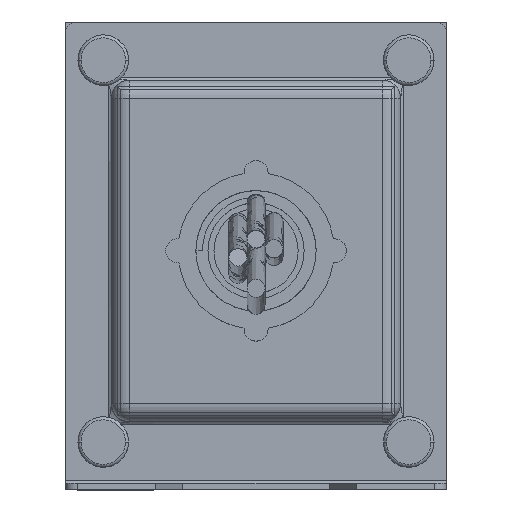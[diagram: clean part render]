
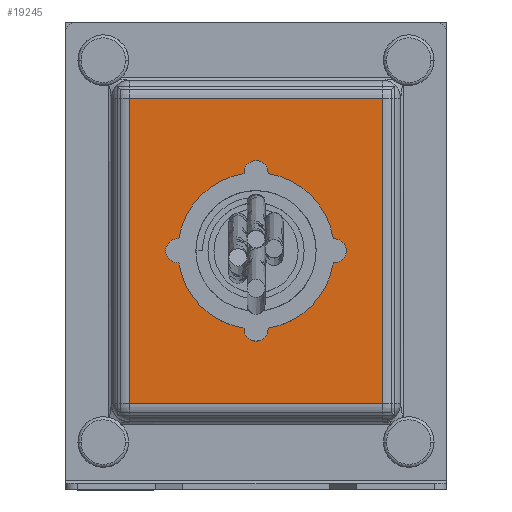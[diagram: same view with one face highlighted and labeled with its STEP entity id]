
A CAD part, top view. The second image highlights one B-rep face of the part: STEP entity #19245.
In plain terms, the highlighted planar face has unit normal (0, 0, 1).
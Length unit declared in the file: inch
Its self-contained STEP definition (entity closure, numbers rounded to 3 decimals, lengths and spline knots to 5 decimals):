
#254 = LINE ( 'NONE', #4195, #23899 ) ;
#425 = EDGE_CURVE ( 'NONE', #4068, #5496, #13844, .T. ) ;
#846 = CARTESIAN_POINT ( 'NONE',  ( 1.46881, 1.57258, 4.07167 ) ) ;
#847 = DIRECTION ( 'NONE',  ( 1., 0., 0. ) ) ;
#1128 = EDGE_CURVE ( 'NONE', #5496, #17416, #12163, .T. ) ;
#1224 = CARTESIAN_POINT ( 'NONE',  ( 1.47887, 1.52178, 4.07165 ) ) ;
#1225 = DIRECTION ( 'NONE',  ( 0., 0., 1. ) ) ;
#1661 = CARTESIAN_POINT ( 'NONE',  ( 1.0361, 1.077, 4.07169 ) ) ;
#1929 = CARTESIAN_POINT ( 'NONE',  ( 1.08764, 1.8644, 4.07169 ) ) ;
#2089 = EDGE_LOOP ( 'NONE', ( #21148, #19577, #13752 ) ) ;
#2740 = CARTESIAN_POINT ( 'NONE',  ( 1.22615, 1.83945, 4.07172 ) ) ;
#2862 = CARTESIAN_POINT ( 'NONE',  ( 1.08764, 1.8644, 4.07169 ) ) ;
#3106 = AXIS2_PLACEMENT_3D ( 'NONE', #20269, #1225, #847 ) ;
#3417 = LINE ( 'NONE', #9313, #11159 ) ;
#3882 = DIRECTION ( 'NONE',  ( 1., 0., 0. ) ) ;
#4029 = CARTESIAN_POINT ( 'NONE',  ( 1.0361, 1.8644, 4.07169 ) ) ;
#4068 = VERTEX_POINT ( 'NONE', #1929 ) ;
#4168 = CARTESIAN_POINT ( 'NONE',  ( 1.48134, 1.4707, 4.07169 ) ) ;
#4195 = CARTESIAN_POINT ( 'NONE',  ( 1.91618, 2.58881, 4.07169 ) ) ;
#4543 = VERTEX_POINT ( 'NONE', #20255 ) ;
#4817 = CARTESIAN_POINT ( 'NONE',  ( 1.48134, 1.49604, 4.07165 ) ) ;
#5211 = CARTESIAN_POINT ( 'NONE',  ( 1.28466, 1.81254, 4.07173 ) ) ;
#5279 = CARTESIAN_POINT ( 'NONE',  ( 0.98459, 1.08724, 4.07169 ) ) ;
#5335 = CARTESIAN_POINT ( 'NONE',  ( 1.32786, 1.7837, 4.07169 ) ) ;
#5413 = DIRECTION ( 'NONE',  ( 0., -1., 0. ) ) ;
#5496 = VERTEX_POINT ( 'NONE', #22904 ) ;
#6044 = LINE ( 'NONE', #13843, #6242 ) ;
#6242 = VECTOR ( 'NONE', #3882, 39.37008 ) ;
#6730 = CARTESIAN_POINT ( 'NONE',  ( 1.37542, 1.73968, 4.07166 ) ) ;
#7056 = CARTESIAN_POINT ( 'NONE',  ( 0.74363, 1.27242, 4.07169 ) ) ;
#7199 = CARTESIAN_POINT ( 'NONE',  ( 0.70418, 1.36765, 4.07169 ) ) ;
#8047 = DIRECTION ( 'NONE',  ( 0., 1., 0. ) ) ;
#8240 = CARTESIAN_POINT ( 'NONE',  ( 0.2587, 2.4707, 4.07169 ) ) ;
#8403 = EDGE_CURVE ( 'NONE', #12653, #19609, #11415, .T. ) ;
#8665 = CARTESIAN_POINT ( 'NONE',  ( 1.1396, 1.8618, 4.07165 ) ) ;
#8789 = EDGE_CURVE ( 'NONE', #24247, #4543, #254, .T. ) ;
#8909 = EDGE_CURVE ( 'NONE', #17416, #4068, #22998, .T. ) ;
#8931 = CARTESIAN_POINT ( 'NONE',  ( 1.91618, 0.4707, 4.07169 ) ) ;
#9034 = CARTESIAN_POINT ( 'NONE',  ( 1.46122, 1.59762, 4.0717 ) ) ;
#9313 = CARTESIAN_POINT ( 'NONE',  ( 0.14059, 2.4707, 4.07169 ) ) ;
#9372 = CARTESIAN_POINT ( 'NONE',  ( 1.47109, 1.36765, 4.07169 ) ) ;
#10143 = ORIENTED_EDGE ( 'NONE', *, *, #17317, .T. ) ;
#10455 = CARTESIAN_POINT ( 'NONE',  ( 0.70418, 1.57375, 4.07169 ) ) ;
#10558 = CARTESIAN_POINT ( 'NONE',  ( 1.18987, 1.85111, 4.07167 ) ) ;
#10576 = CARTESIAN_POINT ( 'NONE',  ( 0.77281, 1.71265, 4.07169 ) ) ;
#10807 = CARTESIAN_POINT ( 'NONE',  ( 1.44134, 1.64554, 4.07173 ) ) ;
#10881 = CARTESIAN_POINT ( 'NONE',  ( 0.69394, 1.4707, 4.07169 ) ) ;
#11064 = CARTESIAN_POINT ( 'NONE',  ( 1.40025, 1.71036, 4.07168 ) ) ;
#11159 = VECTOR ( 'NONE', #24556, 39.37008 ) ;
#11271 = CARTESIAN_POINT ( 'NONE',  ( 0.84569, 1.15587, 4.07169 ) ) ;
#11333 = EDGE_CURVE ( 'NONE', #19609, #24247, #6044, .T. ) ;
#11415 = LINE ( 'NONE', #24645, #18628 ) ;
#11789 = EDGE_LOOP ( 'NONE', ( #18887, #12638, #10143, #14243 ) ) ;
#12163 = B_SPLINE_CURVE_WITH_KNOTS ( 'NONE', 3,
 ( #10881, #15014, #7199, #7056, #16898, #11271, #12926, #5279, #1661, #12801, #19214, #20713, #15139, #14875, #13055, #9372, #18720, #20831 ),
 .UNSPECIFIED., .F., .F.,
 ( 4, 2, 2, 2, 2, 2, 2, 2, 4 ),
 ( 0.5, 0.5625, 0.625, 0.6875, 0.75, 0.8125, 0.875, 0.9375, 1. ),
 .UNSPECIFIED. ) ;
#12638 = ORIENTED_EDGE ( 'NONE', *, *, #8789, .T. ) ;
#12653 = VERTEX_POINT ( 'NONE', #8240 ) ;
#12801 = CARTESIAN_POINT ( 'NONE',  ( 1.13917, 1.077, 4.07169 ) ) ;
#12926 = CARTESIAN_POINT ( 'NONE',  ( 0.88936, 1.12669, 4.07169 ) ) ;
#12990 = CARTESIAN_POINT ( 'NONE',  ( 1.48134, 1.4707, 4.07169 ) ) ;
#13055 = CARTESIAN_POINT ( 'NONE',  ( 1.43165, 1.27242, 4.07169 ) ) ;
#13738 = CARTESIAN_POINT ( 'NONE',  ( 1.08764, 1.8644, 4.07169 ) ) ;
#13752 = ORIENTED_EDGE ( 'NONE', *, *, #425, .F. ) ;
#13843 = CARTESIAN_POINT ( 'NONE',  ( 2.03429, 0.4707, 4.07169 ) ) ;
#13844 = B_SPLINE_CURVE_WITH_KNOTS ( 'NONE', 3,
 ( #13738, #4029, #23532, #17838, #20166, #10576, #14435, #10455, #14041, #19932 ),
 .UNSPECIFIED., .F., .F.,
 ( 4, 2, 2, 2, 4 ),
 ( 0.25, 0.3125, 0.375, 0.4375, 0.5 ),
 .UNSPECIFIED. ) ;
#14041 = CARTESIAN_POINT ( 'NONE',  ( 0.69394, 1.52223, 4.07169 ) ) ;
#14243 = ORIENTED_EDGE ( 'NONE', *, *, #8403, .T. ) ;
#14270 = FACE_BOUND ( 'NONE', #2089, .T. ) ;
#14435 = CARTESIAN_POINT ( 'NONE',  ( 0.74363, 1.66897, 4.07169 ) ) ;
#14795 = CARTESIAN_POINT ( 'NONE',  ( 1.40779, 1.70019, 4.0717 ) ) ;
#14875 = CARTESIAN_POINT ( 'NONE',  ( 1.40247, 1.22875, 4.07169 ) ) ;
#15014 = CARTESIAN_POINT ( 'NONE',  ( 0.69394, 1.41916, 4.07169 ) ) ;
#15072 = CARTESIAN_POINT ( 'NONE',  ( 1.34806, 1.76709, 4.07166 ) ) ;
#15139 = CARTESIAN_POINT ( 'NONE',  ( 1.32959, 1.15587, 4.07169 ) ) ;
#15625 = CARTESIAN_POINT ( 'NONE',  ( 0.2587, 0.4707, 4.07169 ) ) ;
#15958 = FACE_OUTER_BOUND ( 'NONE', #11789, .T. ) ;
#16450 = CARTESIAN_POINT ( 'NONE',  ( 1.11362, 1.8644, 4.07167 ) ) ;
#16817 = CARTESIAN_POINT ( 'NONE',  ( 1.38405, 1.73013, 4.07166 ) ) ;
#16898 = CARTESIAN_POINT ( 'NONE',  ( 0.77281, 1.22875, 4.07169 ) ) ;
#17317 = EDGE_CURVE ( 'NONE', #4543, #12653, #3417, .T. ) ;
#17416 = VERTEX_POINT ( 'NONE', #4168 ) ;
#17838 = CARTESIAN_POINT ( 'NONE',  ( 0.88936, 1.81471, 4.07169 ) ) ;
#18383 = CARTESIAN_POINT ( 'NONE',  ( 1.17744, 1.85424, 4.07166 ) ) ;
#18628 = VECTOR ( 'NONE', #5413, 39.37008 ) ;
#18637 = CARTESIAN_POINT ( 'NONE',  ( 1.2142, 1.84372, 4.0717 ) ) ;
#18720 = CARTESIAN_POINT ( 'NONE',  ( 1.48134, 1.41916, 4.07169 ) ) ;
#18887 = ORIENTED_EDGE ( 'NONE', *, *, #11333, .T. ) ;
#19214 = CARTESIAN_POINT ( 'NONE',  ( 1.19069, 1.08724, 4.07169 ) ) ;
#19245 = ADVANCED_FACE ( 'NONE', ( #15958, #14270 ), #19675, .T. ) ;
#19577 = ORIENTED_EDGE ( 'NONE', *, *, #1128, .F. ) ;
#19609 = VERTEX_POINT ( 'NONE', #15625 ) ;
#19675 = PLANE ( 'NONE',  #3106 ) ;
#19932 = CARTESIAN_POINT ( 'NONE',  ( 0.69394, 1.4707, 4.07169 ) ) ;
#20166 = CARTESIAN_POINT ( 'NONE',  ( 0.84569, 1.78553, 4.07169 ) ) ;
#20255 = CARTESIAN_POINT ( 'NONE',  ( 1.91618, 2.4707, 4.07169 ) ) ;
#20267 = CARTESIAN_POINT ( 'NONE',  ( 1.26167, 1.82477, 4.07174 ) ) ;
#20269 = CARTESIAN_POINT ( 'NONE',  ( 0.78429, 1.85259, 4.07169 ) ) ;
#20713 = CARTESIAN_POINT ( 'NONE',  ( 1.28591, 1.12669, 4.07169 ) ) ;
#20767 = CARTESIAN_POINT ( 'NONE',  ( 1.42905, 1.66841, 4.07174 ) ) ;
#20831 = CARTESIAN_POINT ( 'NONE',  ( 1.48134, 1.4707, 4.07169 ) ) ;
#21148 = ORIENTED_EDGE ( 'NONE', *, *, #8909, .F. ) ;
#22904 = CARTESIAN_POINT ( 'NONE',  ( 0.69394, 1.4707, 4.07169 ) ) ;
#22998 = B_SPLINE_CURVE_WITH_KNOTS ( 'NONE', 3,
 ( #12990, #4817, #1224, #846, #9034, #10807, #20767, #14795, #11064, #16817, #6730, #15072, #5335, #5211, #20267, #2740, #18637, #10558, #18383, #8665, #16450, #2862 ),
 .UNSPECIFIED., .F., .F.,
 ( 4, 2, 2, 2, 2, 2, 2, 2, 2, 2, 4 ),
 ( 0., 0.125, 0.25, 0.375, 0.4375, 0.5, 0.625, 0.75, 0.8125, 0.875, 1. ),
 .UNSPECIFIED. ) ;
#23532 = CARTESIAN_POINT ( 'NONE',  ( 0.98459, 1.85415, 4.07169 ) ) ;
#23899 = VECTOR ( 'NONE', #8047, 39.37008 ) ;
#24247 = VERTEX_POINT ( 'NONE', #8931 ) ;
#24556 = DIRECTION ( 'NONE',  ( -1., 0., 0. ) ) ;
#24645 = CARTESIAN_POINT ( 'NONE',  ( 0.2587, 0.35259, 4.07169 ) ) ;
